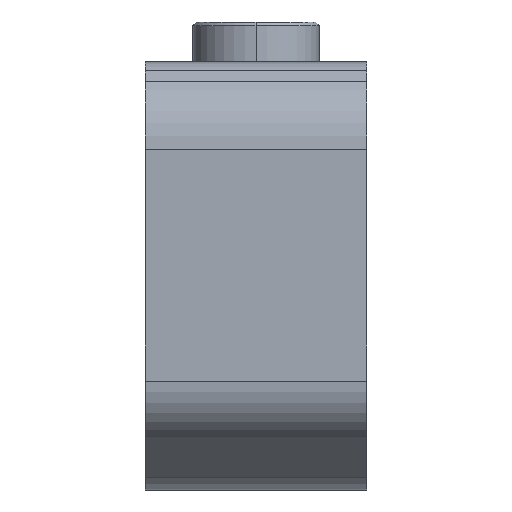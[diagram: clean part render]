
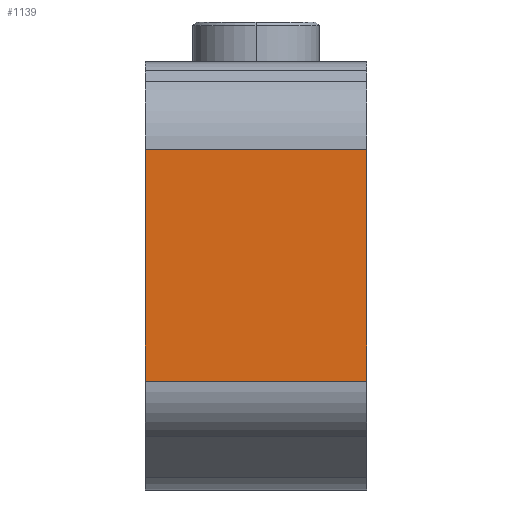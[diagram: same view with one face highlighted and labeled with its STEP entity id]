
A CAD part, front view. The second image highlights one B-rep face of the part: STEP entity #1139.
In plain terms, the highlighted planar face has unit normal (0, -1, 0).
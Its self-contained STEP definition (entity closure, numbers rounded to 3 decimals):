
#1103=AXIS2_PLACEMENT_3D('Plane Axis2P3D',#1100,#1101,#1102) ;
#1100=CARTESIAN_POINT('Axis2P3D Location',(14.,-19.,-30.268)) ;
#1105=CARTESIAN_POINT('Line Origine',(0.,-19.,-1.)) ;
#1109=CARTESIAN_POINT('Vertex',(14.,-19.,-1.)) ;
#1111=CARTESIAN_POINT('Vertex',(-14.,-19.,-1.)) ;
#1114=CARTESIAN_POINT('Line Origine',(-14.,-19.,-15.634)) ;
#1118=CARTESIAN_POINT('Vertex',(-14.,-19.,-30.268)) ;
#1121=CARTESIAN_POINT('Line Origine',(0.,-19.,-30.268)) ;
#1125=CARTESIAN_POINT('Vertex',(14.,-19.,-30.268)) ;
#1128=CARTESIAN_POINT('Line Origine',(14.,-19.,-15.634)) ;
#1101=DIRECTION('Axis2P3D Direction',(0.,-1.,0.)) ;
#1102=DIRECTION('Axis2P3D XDirection',(0.,0.,1.)) ;
#1106=DIRECTION('Vector Direction',(-1.,0.,0.)) ;
#1115=DIRECTION('Vector Direction',(0.,0.,1.)) ;
#1122=DIRECTION('Vector Direction',(-1.,0.,0.)) ;
#1129=DIRECTION('Vector Direction',(0.,0.,1.)) ;
#1107=VECTOR('Line Direction',#1106,1.) ;
#1116=VECTOR('Line Direction',#1115,1.) ;
#1123=VECTOR('Line Direction',#1122,1.) ;
#1130=VECTOR('Line Direction',#1129,1.) ;
#1134=ORIENTED_EDGE('',*,*,#1113,.T.) ;
#1135=ORIENTED_EDGE('',*,*,#1120,.F.) ;
#1136=ORIENTED_EDGE('',*,*,#1127,.F.) ;
#1137=ORIENTED_EDGE('',*,*,#1132,.T.) ;
#1139=ADVANCED_FACE('Hauptkoerper nicht benutzen',(#1138),#1104,.T.) ;
#1113=EDGE_CURVE('',#1110,#1112,#1108,.T.) ;
#1120=EDGE_CURVE('',#1119,#1112,#1117,.T.) ;
#1127=EDGE_CURVE('',#1126,#1119,#1124,.T.) ;
#1132=EDGE_CURVE('',#1126,#1110,#1131,.T.) ;
#1133=EDGE_LOOP('',(#1134,#1135,#1136,#1137)) ;
#1138=FACE_OUTER_BOUND('',#1133,.T.) ;
#1108=LINE('Line',#1105,#1107) ;
#1117=LINE('Line',#1114,#1116) ;
#1124=LINE('Line',#1121,#1123) ;
#1131=LINE('Line',#1128,#1130) ;
#1104=PLANE('Plane',#1103) ;
#1110=VERTEX_POINT('',#1109) ;
#1112=VERTEX_POINT('',#1111) ;
#1119=VERTEX_POINT('',#1118) ;
#1126=VERTEX_POINT('',#1125) ;
